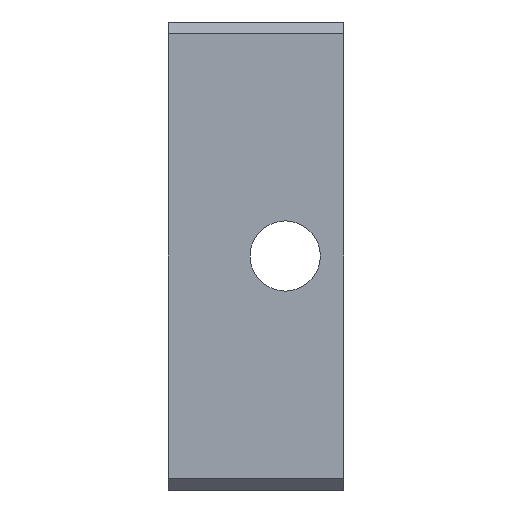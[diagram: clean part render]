
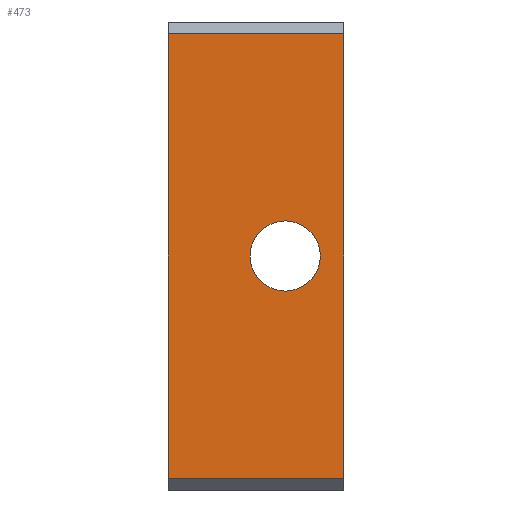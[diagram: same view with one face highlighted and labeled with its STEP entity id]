
A CAD part, left-side view. The second image highlights one B-rep face of the part: STEP entity #473.
In plain terms, the highlighted planar face has unit normal (-1, 0, 0).
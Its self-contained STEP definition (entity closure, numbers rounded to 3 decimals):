
#48 = VERTEX_POINT('',#49);
#49 = CARTESIAN_POINT('',(-42.5,40.,-19.));
#55 = EDGE_CURVE('',#48,#56,#58,.T.);
#56 = VERTEX_POINT('',#57);
#57 = CARTESIAN_POINT('',(-42.5,40.,19.));
#58 = LINE('',#59,#60);
#59 = CARTESIAN_POINT('',(-42.5,40.,-20.));
#60 = VECTOR('',#61,1.);
#61 = DIRECTION('',(0.,0.,1.));
#456 = VERTEX_POINT('',#457);
#457 = CARTESIAN_POINT('',(-42.5,55.,-19.));
#463 = EDGE_CURVE('',#48,#456,#464,.T.);
#464 = LINE('',#465,#466);
#465 = CARTESIAN_POINT('',(-42.5,40.,-19.));
#466 = VECTOR('',#467,1.);
#467 = DIRECTION('',(0.,1.,0.));
#473 = ADVANCED_FACE('',(#474,#492),#503,.T.);
#474 = FACE_BOUND('',#475,.T.);
#475 = EDGE_LOOP('',(#476,#477,#485,#491));
#476 = ORIENTED_EDGE('',*,*,#55,.T.);
#477 = ORIENTED_EDGE('',*,*,#478,.T.);
#478 = EDGE_CURVE('',#56,#479,#481,.T.);
#479 = VERTEX_POINT('',#480);
#480 = CARTESIAN_POINT('',(-42.5,55.,19.));
#481 = LINE('',#482,#483);
#482 = CARTESIAN_POINT('',(-42.5,40.,19.));
#483 = VECTOR('',#484,1.);
#484 = DIRECTION('',(0.,1.,0.));
#485 = ORIENTED_EDGE('',*,*,#486,.F.);
#486 = EDGE_CURVE('',#456,#479,#487,.T.);
#487 = LINE('',#488,#489);
#488 = CARTESIAN_POINT('',(-42.5,55.,-20.));
#489 = VECTOR('',#490,1.);
#490 = DIRECTION('',(0.,0.,1.));
#491 = ORIENTED_EDGE('',*,*,#463,.F.);
#492 = FACE_BOUND('',#493,.T.);
#493 = EDGE_LOOP('',(#494));
#494 = ORIENTED_EDGE('',*,*,#495,.F.);
#495 = EDGE_CURVE('',#496,#496,#498,.T.);
#496 = VERTEX_POINT('',#497);
#497 = CARTESIAN_POINT('',(-42.5,42.,0.));
#498 = CIRCLE('',#499,3.);
#499 = AXIS2_PLACEMENT_3D('',#500,#501,#502);
#500 = CARTESIAN_POINT('',(-42.5,45.,0.));
#501 = DIRECTION('',(-1.,0.,0.));
#502 = DIRECTION('',(0.,-1.,0.));
#503 = PLANE('',#504);
#504 = AXIS2_PLACEMENT_3D('',#505,#506,#507);
#505 = CARTESIAN_POINT('',(-42.5,40.,-20.));
#506 = DIRECTION('',(-1.,0.,0.));
#507 = DIRECTION('',(0.,1.,0.));
